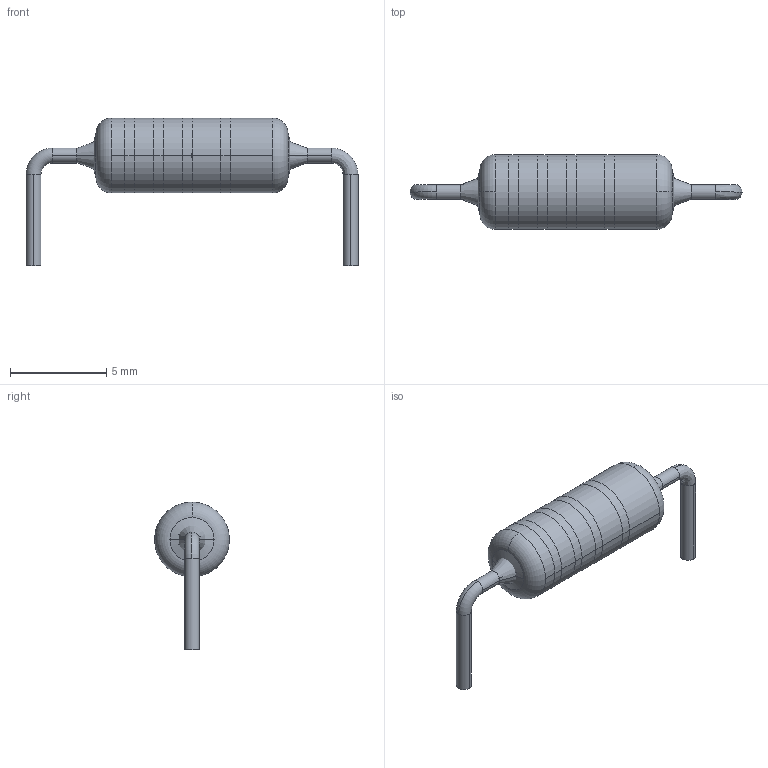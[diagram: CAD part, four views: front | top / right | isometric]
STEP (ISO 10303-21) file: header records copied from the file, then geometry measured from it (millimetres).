
FILE_DESCRIPTION((''),'2;1');
FILE_NAME('RES1651-1200X390.stp','2009-08-11T16:37:03',(''),(''),'Mechanical Desktop 2006','Mechanical Desktop 2006',', , ');
FILE_SCHEMA(('AUTOMOTIVE_DESIGN { 1 2 10303 214 0 1 1 1 }'));
Length unit declared in the file: millimetre
Products named in the file (1): Product
Bounding box: 17.29 x 3.9 x 7.7 mm (x, y, z)
Volume: 126.8 mm3; surface area: 398.1 mm2
Topology: 15 solids, 15 shells, 68 faces, 131 edges, 88 vertices
Faces by surface type: plane 22, cylinder 22, bspline 14, torus 6, cone 4
Entity records: 1978 total; most frequent: CARTESIAN_POINT 514, DIRECTION 320, ORIENTED_EDGE 240, AXIS2_PLACEMENT_3D 142, EDGE_CURVE 120, CIRCLE 87, VERTEX_POINT 82, EDGE_LOOP 68
